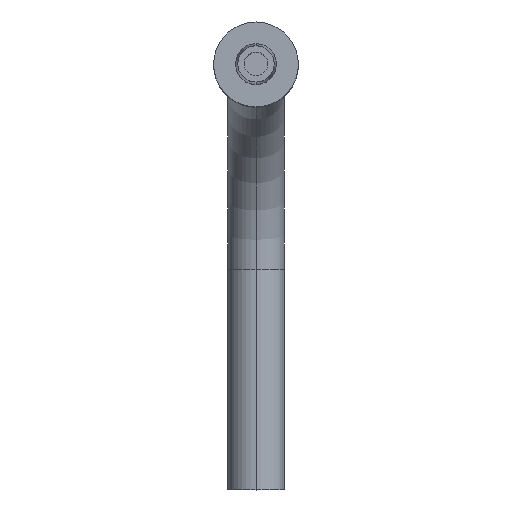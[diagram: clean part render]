
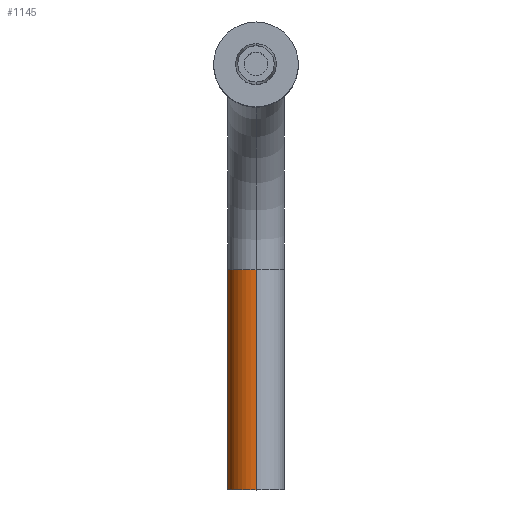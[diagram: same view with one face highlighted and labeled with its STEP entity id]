
A CAD part, top view. The second image highlights one B-rep face of the part: STEP entity #1145.
In plain terms, the highlighted cylindrical face has radius 1.524 mm (diameter 3.048 mm), a partial arc.
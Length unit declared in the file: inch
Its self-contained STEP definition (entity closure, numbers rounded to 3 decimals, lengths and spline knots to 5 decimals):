
#941=CARTESIAN_POINT('',(0.,0.47,0.));
#942=DIRECTION('',(0.,-1.,0.));
#943=DIRECTION('',(0.,0.,-1.));
#944=AXIS2_PLACEMENT_3D('',#941,#942,#943);
#946=DIRECTION('',(0.,-1.,0.));
#947=VECTOR('',#946,0.47);
#948=CARTESIAN_POINT('',(0.,0.47,-0.06));
#949=LINE('',#948,#947);
#955=DIRECTION('',(0.,-1.,0.));
#956=VECTOR('',#955,0.47);
#957=CARTESIAN_POINT('',(0.,0.47,0.06));
#958=LINE('',#957,#956);
#959=CARTESIAN_POINT('',(0.,0.,0.));
#960=DIRECTION('',(0.,-1.,0.));
#961=DIRECTION('',(0.,0.,-1.));
#962=AXIS2_PLACEMENT_3D('',#959,#960,#961);
#1033=CARTESIAN_POINT('',(0.,0.47,-0.06));
#1034=CARTESIAN_POINT('',(0.,0.47,0.06));
#1035=VERTEX_POINT('',#1033);
#1036=VERTEX_POINT('',#1034);
#1037=CARTESIAN_POINT('',(0.,0.,-0.06));
#1038=CARTESIAN_POINT('',(0.,0.,0.06));
#1039=VERTEX_POINT('',#1037);
#1040=VERTEX_POINT('',#1038);
#1131=CARTESIAN_POINT('',(0.,0.47,0.));
#1132=DIRECTION('',(0.,-1.,0.));
#1133=DIRECTION('',(0.,0.,-1.));
#1134=AXIS2_PLACEMENT_3D('',#1131,#1132,#1133);
#1135=CYLINDRICAL_SURFACE('',#1134,0.06);
#1136=ORIENTED_EDGE('',*,*,#1125,.F.);
#1138=ORIENTED_EDGE('',*,*,#1137,.T.);
#1140=ORIENTED_EDGE('',*,*,#1139,.T.);
#1142=ORIENTED_EDGE('',*,*,#1141,.F.);
#1143=EDGE_LOOP('',(#1136,#1138,#1140,#1142));
#1144=FACE_OUTER_BOUND('',#1143,.F.);
#1145=ADVANCED_FACE('',(#1144),#1135,.T.);
#945=CIRCLE('',#944,0.06);
#963=CIRCLE('',#962,0.06);
#1125=EDGE_CURVE('',#1035,#1036,#945,.T.);
#1137=EDGE_CURVE('',#1035,#1039,#949,.T.);
#1139=EDGE_CURVE('',#1039,#1040,#963,.T.);
#1141=EDGE_CURVE('',#1036,#1040,#958,.T.);
